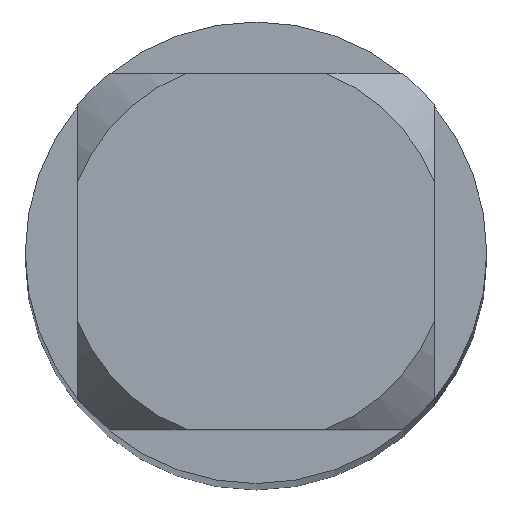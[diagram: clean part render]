
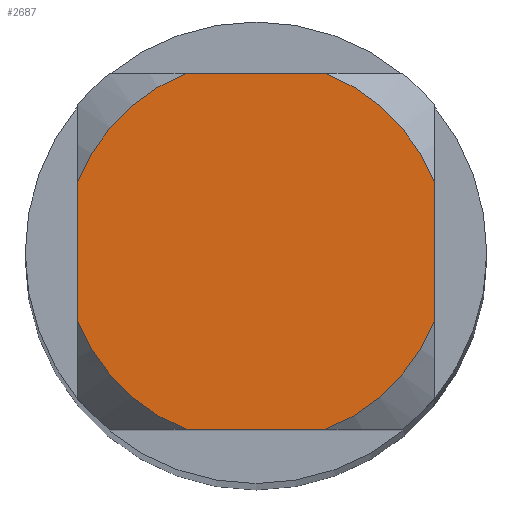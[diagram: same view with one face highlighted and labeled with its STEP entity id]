
A CAD part, top view. The second image highlights one B-rep face of the part: STEP entity #2687.
In plain terms, the highlighted planar face has unit normal (0, 0, 1).
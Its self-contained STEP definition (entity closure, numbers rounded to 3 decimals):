
#2395=VERTEX_POINT('',#6071);
#2687=ADVANCED_FACE('',(#6391),#6392,.T.);
#2953=EDGE_CURVE('',#4869,#2395,#6674,.T.);
#3015=EDGE_CURVE('',#3123,#2395,#6741,.T.);
#3119=EDGE_CURVE('',#5377,#3821,#6858,.T.);
#3123=VERTEX_POINT('',#6862);
#3329=VERTEX_POINT('',#7085);
#3389=VERTEX_POINT('',#7147);
#3565=EDGE_CURVE('',#5377,#5433,#7340,.T.);
#3619=EDGE_CURVE('',#3389,#5433,#7400,.T.);
#3655=EDGE_CURVE('',#3389,#3329,#7439,.T.);
#3821=VERTEX_POINT('',#7617);
#4869=VERTEX_POINT('',#8763);
#4901=EDGE_CURVE('',#3123,#3821,#8797,.T.);
#5315=EDGE_CURVE('',#4869,#3329,#9262,.T.);
#5377=VERTEX_POINT('',#9331);
#5433=VERTEX_POINT('',#9393);
#6071=CARTESIAN_POINT('',(-1.35,-0.529,0.0));
#6391=FACE_OUTER_BOUND('',#10970,.T.);
#6392=PLANE('',#10971);
#6674=CIRCLE('',#11472,1.45);
#6741=LINE('',#11589,#11590);
#6858=LINE('',#11816,#11817);
#6862=CARTESIAN_POINT('',(-1.35,0.529,0.0));
#7085=CARTESIAN_POINT('',(0.529,-1.35,0.0));
#7147=CARTESIAN_POINT('',(1.35,-0.529,0.0));
#7340=CIRCLE('',#12606,1.45);
#7400=LINE('',#12712,#12713);
#7439=CIRCLE('',#12791,1.45);
#7617=CARTESIAN_POINT('',(-0.529,1.35,0.0));
#8763=CARTESIAN_POINT('',(-0.529,-1.35,0.0));
#8797=CIRCLE('',#15072,1.45);
#9262=LINE('',#15787,#15788);
#9331=CARTESIAN_POINT('',(0.529,1.35,0.0));
#9393=CARTESIAN_POINT('',(1.35,0.529,0.0));
#10970=EDGE_LOOP('',(#17138,#17139,#17140,#17141,#17142,#17143,#17144,#17145));
#10971=AXIS2_PLACEMENT_3D('',#17146,#17147,#17148);
#11472=AXIS2_PLACEMENT_3D('',#17559,#17560,#17561);
#11589=CARTESIAN_POINT('',(-1.35,0.363,0.0));
#11590=VECTOR('',#17624,1.0);
#11816=CARTESIAN_POINT('',(0.0,1.35,0.0));
#11817=VECTOR('',#17760,1.0);
#12606=AXIS2_PLACEMENT_3D('',#18250,#18251,#18252);
#12712=CARTESIAN_POINT('',(1.35,0.363,0.0));
#12713=VECTOR('',#18315,1.0);
#12791=AXIS2_PLACEMENT_3D('',#18357,#18358,#18359);
#15072=AXIS2_PLACEMENT_3D('',#19795,#19796,#19797);
#15787=CARTESIAN_POINT('',(0.0,-1.35,0.0));
#15788=VECTOR('',#20405,1.0);
#17138=ORIENTED_EDGE('',*,*,#3015,.T.);
#17139=ORIENTED_EDGE('',*,*,#2953,.F.);
#17140=ORIENTED_EDGE('',*,*,#5315,.T.);
#17141=ORIENTED_EDGE('',*,*,#3655,.F.);
#17142=ORIENTED_EDGE('',*,*,#3619,.T.);
#17143=ORIENTED_EDGE('',*,*,#3565,.F.);
#17144=ORIENTED_EDGE('',*,*,#3119,.T.);
#17145=ORIENTED_EDGE('',*,*,#4901,.F.);
#17146=CARTESIAN_POINT('',(0.0,0.725,0.0));
#17147=DIRECTION('',(-0.0,0.0,1.0));
#17148=DIRECTION('',(0.0,-1.0,0.0));
#17559=CARTESIAN_POINT('',(0.0,0.0,0.0));
#17560=DIRECTION('',(0.0,0.0,-1.0));
#17561=DIRECTION('',(0.0,1.0,0.0));
#17624=DIRECTION('',(-0.0,-1.0,0.0));
#17760=DIRECTION('',(-1.0,0.0,0.0));
#18250=CARTESIAN_POINT('',(0.0,0.0,0.0));
#18251=DIRECTION('',(0.0,0.0,-1.0));
#18252=DIRECTION('',(0.0,1.0,0.0));
#18315=DIRECTION('',(-0.0,1.0,0.0));
#18357=CARTESIAN_POINT('',(0.0,0.0,0.0));
#18358=DIRECTION('',(0.0,0.0,-1.0));
#18359=DIRECTION('',(0.0,1.0,0.0));
#19795=CARTESIAN_POINT('',(0.0,0.0,0.0));
#19796=DIRECTION('',(0.0,0.0,-1.0));
#19797=DIRECTION('',(0.0,1.0,0.0));
#20405=DIRECTION('',(1.0,0.0,0.0));
